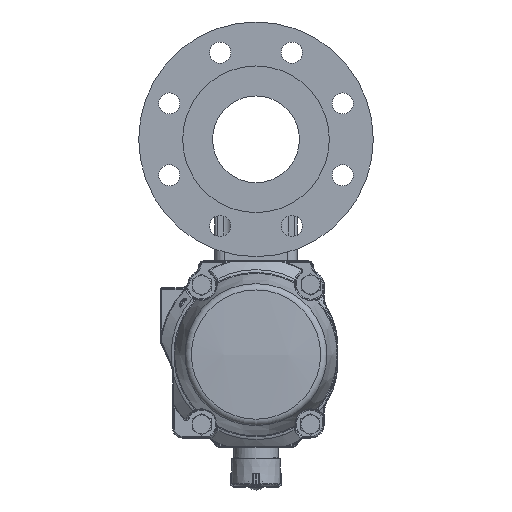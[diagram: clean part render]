
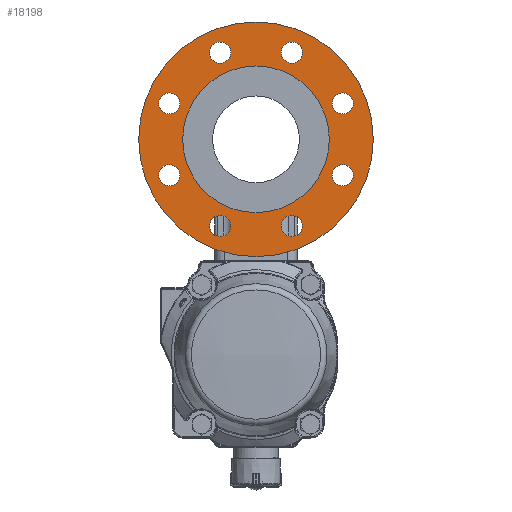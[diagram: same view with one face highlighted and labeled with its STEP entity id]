
A CAD part, front view. The second image highlights one B-rep face of the part: STEP entity #18198.
In plain terms, the highlighted planar face has unit normal (0, -1, 0).
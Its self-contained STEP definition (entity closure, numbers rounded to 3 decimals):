
#2826=PLANE('',#19446);
#3289=ORIENTED_EDGE('',*,*,#8162,.F.);
#3290=ORIENTED_EDGE('',*,*,#8163,.F.);
#3291=ORIENTED_EDGE('',*,*,#8164,.F.);
#3292=ORIENTED_EDGE('',*,*,#8165,.F.);
#3293=ORIENTED_EDGE('',*,*,#8166,.F.);
#3294=ORIENTED_EDGE('',*,*,#8167,.F.);
#3295=ORIENTED_EDGE('',*,*,#8168,.F.);
#3296=ORIENTED_EDGE('',*,*,#8169,.F.);
#3297=ORIENTED_EDGE('',*,*,#8131,.T.);
#3298=ORIENTED_EDGE('',*,*,#8160,.T.);
#8131=EDGE_CURVE('',#10562,#10562,#11986,.T.);
#8160=EDGE_CURVE('',#10591,#10591,#12007,.T.);
#8162=EDGE_CURVE('',#10593,#10593,#12009,.T.);
#8163=EDGE_CURVE('',#10594,#10594,#12010,.T.);
#8164=EDGE_CURVE('',#10595,#10595,#12011,.T.);
#8165=EDGE_CURVE('',#10596,#10596,#12012,.T.);
#8166=EDGE_CURVE('',#10597,#10597,#12013,.T.);
#8167=EDGE_CURVE('',#10598,#10598,#12014,.T.);
#8168=EDGE_CURVE('',#10599,#10599,#12015,.T.);
#8169=EDGE_CURVE('',#10600,#10600,#12016,.T.);
#10562=VERTEX_POINT('',#26615);
#10591=VERTEX_POINT('',#26675);
#10593=VERTEX_POINT('',#26680);
#10594=VERTEX_POINT('',#26682);
#10595=VERTEX_POINT('',#26684);
#10596=VERTEX_POINT('',#26686);
#10597=VERTEX_POINT('',#26688);
#10598=VERTEX_POINT('',#26690);
#10599=VERTEX_POINT('',#26692);
#10600=VERTEX_POINT('',#26694);
#11986=CIRCLE('',#19421,100.);
#12007=CIRCLE('',#19444,62.5);
#12009=CIRCLE('',#19447,9.);
#12010=CIRCLE('',#19448,9.);
#12011=CIRCLE('',#19449,9.);
#12012=CIRCLE('',#19450,9.);
#12013=CIRCLE('',#19451,9.);
#12014=CIRCLE('',#19452,9.);
#12015=CIRCLE('',#19453,9.);
#12016=CIRCLE('',#19454,9.);
#13055=EDGE_LOOP('',(#3289));
#13056=EDGE_LOOP('',(#3290));
#13057=EDGE_LOOP('',(#3291));
#13058=EDGE_LOOP('',(#3292));
#13059=EDGE_LOOP('',(#3293));
#13060=EDGE_LOOP('',(#3294));
#13061=EDGE_LOOP('',(#3295));
#13062=EDGE_LOOP('',(#3296));
#13063=EDGE_LOOP('',(#3297));
#13064=EDGE_LOOP('',(#3298));
#14376=FACE_BOUND('',#13055,.T.);
#14377=FACE_BOUND('',#13056,.T.);
#14378=FACE_BOUND('',#13057,.T.);
#14379=FACE_BOUND('',#13058,.T.);
#14380=FACE_BOUND('',#13059,.T.);
#14381=FACE_BOUND('',#13060,.T.);
#14382=FACE_BOUND('',#13061,.T.);
#14383=FACE_BOUND('',#13062,.T.);
#14384=FACE_BOUND('',#13063,.T.);
#14385=FACE_BOUND('',#13064,.T.);
#18198=ADVANCED_FACE('',(#14376,#14377,#14378,#14379,#14380,#14381,#14382,
#14383,#14384,#14385),#2826,.T.);
#19421=AXIS2_PLACEMENT_3D('',#26614,#21567,#21568);
#19444=AXIS2_PLACEMENT_3D('',#26674,#21621,#21622);
#19446=AXIS2_PLACEMENT_3D('',#26678,#21625,#21626);
#19447=AXIS2_PLACEMENT_3D('',#26679,#21627,#21628);
#19448=AXIS2_PLACEMENT_3D('',#26681,#21629,#21630);
#19449=AXIS2_PLACEMENT_3D('',#26683,#21631,#21632);
#19450=AXIS2_PLACEMENT_3D('',#26685,#21633,#21634);
#19451=AXIS2_PLACEMENT_3D('',#26687,#21635,#21636);
#19452=AXIS2_PLACEMENT_3D('',#26689,#21637,#21638);
#19453=AXIS2_PLACEMENT_3D('',#26691,#21639,#21640);
#19454=AXIS2_PLACEMENT_3D('',#26693,#21641,#21642);
#21567=DIRECTION('',(0.,-1.,0.));
#21568=DIRECTION('',(1.,0.,0.));
#21621=DIRECTION('',(0.,1.,0.));
#21622=DIRECTION('',(1.,0.,0.));
#21625=DIRECTION('',(0.,-1.,0.));
#21626=DIRECTION('',(0.,0.,-1.));
#21627=DIRECTION('',(0.,-1.,0.));
#21628=DIRECTION('',(-1.,0.,0.));
#21629=DIRECTION('',(0.,-1.,0.));
#21630=DIRECTION('',(-1.,0.,0.));
#21631=DIRECTION('',(0.,-1.,0.));
#21632=DIRECTION('',(-1.,0.,0.));
#21633=DIRECTION('',(0.,-1.,0.));
#21634=DIRECTION('',(-1.,0.,0.));
#21635=DIRECTION('',(0.,-1.,0.));
#21636=DIRECTION('',(-1.,0.,0.));
#21637=DIRECTION('',(0.,-1.,0.));
#21638=DIRECTION('',(-1.,0.,0.));
#21639=DIRECTION('',(0.,-1.,0.));
#21640=DIRECTION('',(-1.,0.,0.));
#21641=DIRECTION('',(0.,-1.,0.));
#21642=DIRECTION('',(-1.,0.,0.));
#26614=CARTESIAN_POINT('',(0.,-88.,0.));
#26615=CARTESIAN_POINT('',(100.,-88.,0.));
#26674=CARTESIAN_POINT('',(0.,-88.,0.));
#26675=CARTESIAN_POINT('',(62.5,-88.,0.));
#26678=CARTESIAN_POINT('',(0.,-88.,0.));
#26679=CARTESIAN_POINT('',(-73.91,-88.,30.615));
#26680=CARTESIAN_POINT('',(-82.91,-88.,30.615));
#26681=CARTESIAN_POINT('',(-30.615,-88.,73.91));
#26682=CARTESIAN_POINT('',(-39.615,-88.,73.91));
#26683=CARTESIAN_POINT('',(73.91,-88.,30.615));
#26684=CARTESIAN_POINT('',(64.91,-88.,30.615));
#26685=CARTESIAN_POINT('',(30.615,-88.,73.91));
#26686=CARTESIAN_POINT('',(21.615,-88.,73.91));
#26687=CARTESIAN_POINT('',(-73.91,-88.,-30.615));
#26688=CARTESIAN_POINT('',(-82.91,-88.,-30.615));
#26689=CARTESIAN_POINT('',(-30.615,-88.,-73.91));
#26690=CARTESIAN_POINT('',(-39.615,-88.,-73.91));
#26691=CARTESIAN_POINT('',(73.91,-88.,-30.615));
#26692=CARTESIAN_POINT('',(64.91,-88.,-30.615));
#26693=CARTESIAN_POINT('',(30.615,-88.,-73.91));
#26694=CARTESIAN_POINT('',(21.615,-88.,-73.91));
